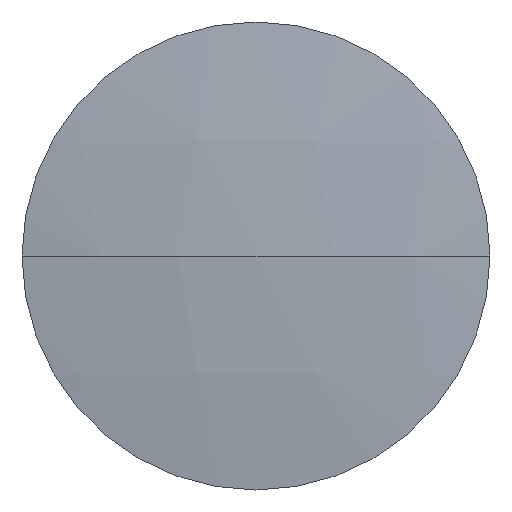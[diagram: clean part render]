
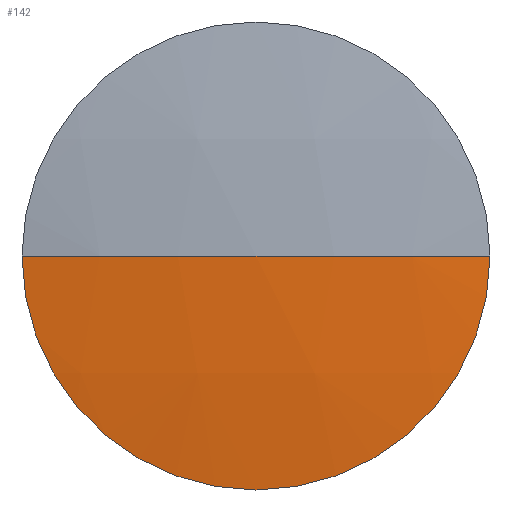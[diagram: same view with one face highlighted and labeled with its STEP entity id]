
A CAD part, left-side view. The second image highlights one B-rep face of the part: STEP entity #142.
In plain terms, the highlighted spherical face has radius 92.4 mm.
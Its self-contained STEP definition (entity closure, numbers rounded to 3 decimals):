
#5 = ORIENTED_EDGE ( 'NONE', *, *, #72, .T. ) ;
#10 = FACE_OUTER_BOUND ( 'NONE', #413, .T. ) ;
#13 = DIRECTION ( 'NONE',  ( 0., 0., 1. ) ) ;
#34 = ORIENTED_EDGE ( 'NONE', *, *, #446, .T. ) ;
#40 = EDGE_CURVE ( 'NONE', #276, #412, #244, .T. ) ;
#45 = VERTEX_POINT ( 'NONE', #64 ) ;
#60 = DIRECTION ( 'NONE',  ( 0., 0., -1. ) ) ;
#63 = ORIENTED_EDGE ( 'NONE', *, *, #309, .F. ) ;
#64 = CARTESIAN_POINT ( 'NONE',  ( -102.457, 14.56, 0. ) ) ;
#72 = EDGE_CURVE ( 'NONE', #153, #276, #106, .T. ) ;
#84 = DIRECTION ( 'NONE',  ( 0., 0., -1. ) ) ;
#92 = CARTESIAN_POINT ( 'NONE',  ( -10.057, 14.56, 0. ) ) ;
#106 = CIRCLE ( 'NONE', #241, 12.7 ) ;
#109 = DIRECTION ( 'NONE',  ( 0., 0., 1. ) ) ;
#117 = CARTESIAN_POINT ( 'NONE',  ( -101.58, 1.86, 0. ) ) ;
#137 = DIRECTION ( 'NONE',  ( 0., 0., 1. ) ) ;
#142 = ADVANCED_FACE ( 'NONE', ( #10 ), #359, .T. ) ;
#152 = DIRECTION ( 'NONE',  ( -1., 0., 0. ) ) ;
#153 = VERTEX_POINT ( 'NONE', #324 ) ;
#179 = CIRCLE ( 'NONE', #259, 92.4 ) ;
#181 = CARTESIAN_POINT ( 'NONE',  ( -101.58, 14.56, 0. ) ) ;
#186 = DIRECTION ( 'NONE',  ( 0., 1., 0. ) ) ;
#198 = AXIS2_PLACEMENT_3D ( 'NONE', #236, #377, #137 ) ;
#219 = CARTESIAN_POINT ( 'NONE',  ( -10.057, 14.56, 0. ) ) ;
#221 = CARTESIAN_POINT ( 'NONE',  ( -101.58, 14.56, -12.7 ) ) ;
#236 = CARTESIAN_POINT ( 'NONE',  ( -101.58, 14.56, 0. ) ) ;
#241 = AXIS2_PLACEMENT_3D ( 'NONE', #181, #152, #109 ) ;
#244 = CIRCLE ( 'NONE', #198, 12.7 ) ;
#249 = AXIS2_PLACEMENT_3D ( 'NONE', #219, #84, #186 ) ;
#259 = AXIS2_PLACEMENT_3D ( 'NONE', #361, #13, #437 ) ;
#276 = VERTEX_POINT ( 'NONE', #221 ) ;
#296 = DIRECTION ( 'NONE',  ( 0., 1., 0. ) ) ;
#309 = EDGE_CURVE ( 'NONE', #153, #45, #179, .T. ) ;
#324 = CARTESIAN_POINT ( 'NONE',  ( -101.58, 27.26, 0. ) ) ;
#326 = AXIS2_PLACEMENT_3D ( 'NONE', #92, #60, #296 ) ;
#359 = SPHERICAL_SURFACE ( 'NONE', #249, 92.4 ) ;
#361 = CARTESIAN_POINT ( 'NONE',  ( -10.057, 14.56, 0. ) ) ;
#370 = CIRCLE ( 'NONE', #326, 92.4 ) ;
#376 = ORIENTED_EDGE ( 'NONE', *, *, #40, .T. ) ;
#377 = DIRECTION ( 'NONE',  ( -1., 0., 0. ) ) ;
#412 = VERTEX_POINT ( 'NONE', #117 ) ;
#413 = EDGE_LOOP ( 'NONE', ( #5, #376, #34, #63 ) ) ;
#437 = DIRECTION ( 'NONE',  ( 1., 0., 0. ) ) ;
#446 = EDGE_CURVE ( 'NONE', #412, #45, #370, .T. ) ;
